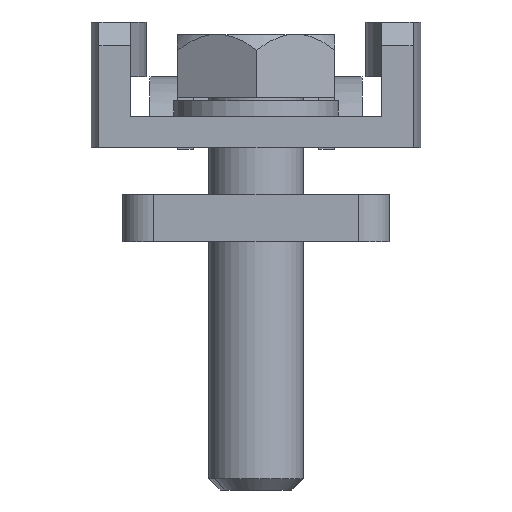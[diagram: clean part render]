
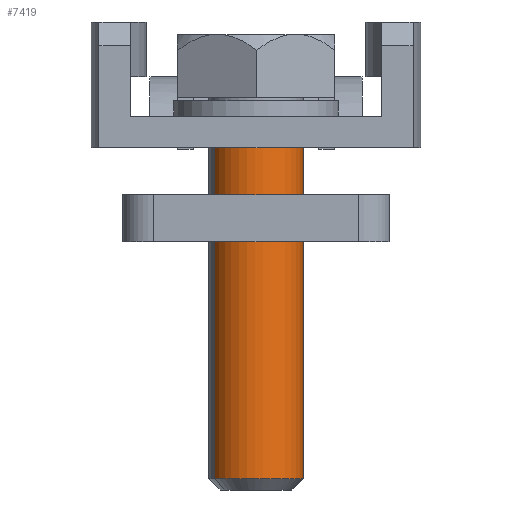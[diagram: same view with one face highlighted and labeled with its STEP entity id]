
A CAD part, front view. The second image highlights one B-rep face of the part: STEP entity #7419.
In plain terms, the highlighted cylindrical face has radius 3 mm (diameter 6 mm), a partial arc.
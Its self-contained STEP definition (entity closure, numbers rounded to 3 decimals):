
#6807=AXIS2_PLACEMENT_3D('Cylinder Axis2P3D',#6804,#6805,#6806) ;
#7315=AXIS2_PLACEMENT_3D('Circle Axis2P3D',#7313,#7314,$) ;
#7410=AXIS2_PLACEMENT_3D('Circle Axis2P3D',#7408,#7409,$) ;
#6804=CARTESIAN_POINT('Axis2P3D Location',(0.,0.,-9.8)) ;
#7313=CARTESIAN_POINT('Axis2P3D Location',(0.,0.,0.)) ;
#7317=CARTESIAN_POINT('Vertex',(-2.633,-1.438,0.)) ;
#7319=CARTESIAN_POINT('Vertex',(2.633,1.438,0.)) ;
#7382=CARTESIAN_POINT('Line Origine',(2.633,1.438,-10.946)) ;
#7386=CARTESIAN_POINT('Vertex',(2.633,1.438,-23.093)) ;
#7393=CARTESIAN_POINT('Vertex',(-2.633,-1.438,-23.093)) ;
#7396=CARTESIAN_POINT('Line Origine',(-2.633,-1.438,-10.946)) ;
#7408=CARTESIAN_POINT('Axis2P3D Location',(0.,0.,-23.093)) ;
#6805=DIRECTION('Axis2P3D Direction',(0.,0.,1.)) ;
#6806=DIRECTION('Axis2P3D XDirection',(0.878,0.479,0.)) ;
#7314=DIRECTION('Axis2P3D Direction',(0.,0.,1.)) ;
#7383=DIRECTION('Vector Direction',(0.,0.,1.)) ;
#7397=DIRECTION('Vector Direction',(0.,0.,1.)) ;
#7409=DIRECTION('Axis2P3D Direction',(0.,0.,1.)) ;
#7384=VECTOR('Line Direction',#7383,1.) ;
#7398=VECTOR('Line Direction',#7397,1.) ;
#7414=ORIENTED_EDGE('',*,*,#7321,.F.) ;
#7415=ORIENTED_EDGE('',*,*,#7400,.T.) ;
#7416=ORIENTED_EDGE('',*,*,#7412,.T.) ;
#7417=ORIENTED_EDGE('',*,*,#7388,.F.) ;
#7419=ADVANCED_FACE('Hauptkoerper nicht benutzen',(#7418),#6808,.T.) ;
#7316=CIRCLE('generated circle',#7315,3.) ;
#7411=CIRCLE('generated circle',#7410,3.) ;
#6808=CYLINDRICAL_SURFACE('generated cylinder',#6807,3.) ;
#7321=EDGE_CURVE('',#7318,#7320,#7316,.T.) ;
#7388=EDGE_CURVE('',#7320,#7387,#7385,.F.) ;
#7400=EDGE_CURVE('',#7318,#7394,#7399,.F.) ;
#7412=EDGE_CURVE('',#7394,#7387,#7411,.T.) ;
#7413=EDGE_LOOP('',(#7414,#7415,#7416,#7417)) ;
#7418=FACE_OUTER_BOUND('',#7413,.T.) ;
#7385=LINE('Line',#7382,#7384) ;
#7399=LINE('Line',#7396,#7398) ;
#7318=VERTEX_POINT('',#7317) ;
#7320=VERTEX_POINT('',#7319) ;
#7387=VERTEX_POINT('',#7386) ;
#7394=VERTEX_POINT('',#7393) ;
